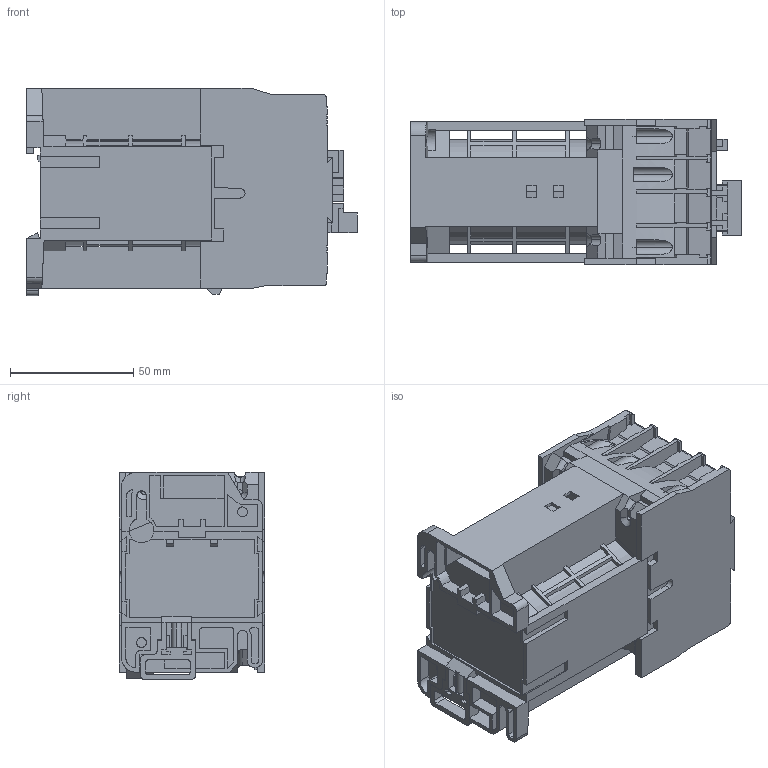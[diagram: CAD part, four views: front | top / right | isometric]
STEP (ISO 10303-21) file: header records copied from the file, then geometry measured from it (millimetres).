
FILE_DESCRIPTION (( 'STEP AP203' ), '1' );
FILE_NAME ('ÊÌÝï-25À, 32A..STEP', '2018-03-12T07:48:23', ( '' ), ( '' ), 'SwSTEP 2.0', 'SolidWorks 2017', '' );
FILE_SCHEMA (( 'CONFIG_CONTROL_DESIGN' ));
Length unit declared in the file: millimetre
Products named in the file (1): ÊÌÝï-25À, 32A.
Bounding box: 134.2 x 59 x 84 mm (x, y, z)
Volume: 348544.7 mm3; surface area: 93688.9 mm2
Topology: 1 solids, 1 shells, 1196 faces, 3529 edges, 2328 vertices
Faces by surface type: plane 1055, cylinder 113, torus 26, cone 2
Entity records: 44623 total; most frequent: CARTESIAN_POINT 13593, ORIENTED_EDGE 7058, DIRECTION 5439, EDGE_CURVE 3529, LINE 2881, VECTOR 2881, VERTEX_POINT 2328, AXIS2_PLACEMENT_3D 1279
